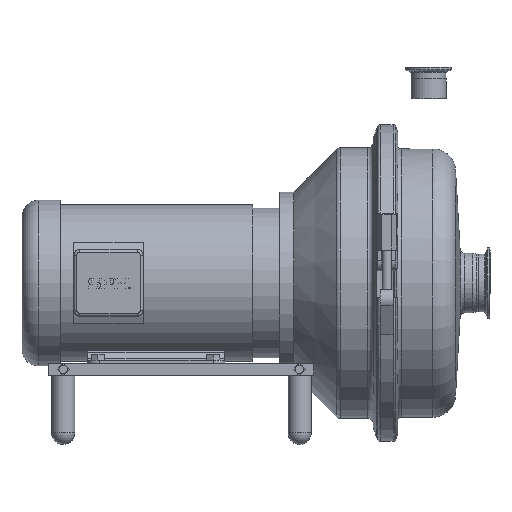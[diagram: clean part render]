
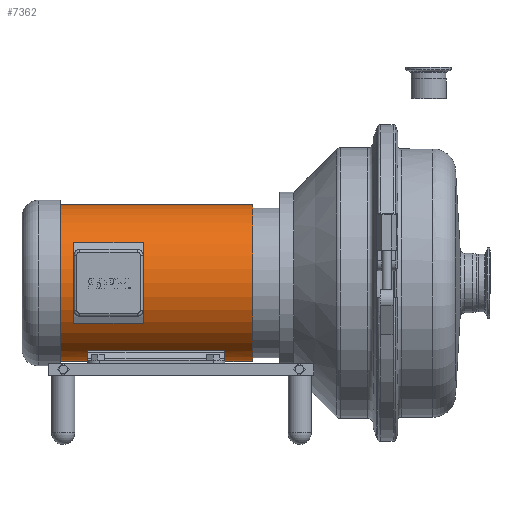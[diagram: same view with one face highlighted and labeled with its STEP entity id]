
A CAD part, top view. The second image highlights one B-rep face of the part: STEP entity #7362.
In plain terms, the highlighted cylindrical face has radius 86.487 mm (diameter 172.974 mm), a full revolution.
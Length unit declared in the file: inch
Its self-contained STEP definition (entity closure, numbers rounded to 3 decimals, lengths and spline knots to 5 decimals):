
#504=FACE_BOUND('',#2525,.T.);
#505=FACE_BOUND('',#2526,.T.);
#506=FACE_BOUND('',#2527,.T.);
#550=CYLINDRICAL_SURFACE('',#8016,3.405);
#1039=LINE('',#12671,#1591);
#1040=LINE('',#12675,#1592);
#1041=LINE('',#12679,#1593);
#1042=LINE('',#12686,#1594);
#1043=LINE('',#12690,#1595);
#1044=LINE('',#12694,#1596);
#1045=LINE('',#12698,#1597);
#1046=LINE('',#12702,#1598);
#1047=LINE('',#12706,#1599);
#1048=LINE('',#12710,#1600);
#1591=VECTOR('',#9748,3.405);
#1592=VECTOR('',#9751,0.3937);
#1593=VECTOR('',#9754,3.405);
#1594=VECTOR('',#9761,0.3937);
#1595=VECTOR('',#9764,0.3937);
#1596=VECTOR('',#9767,0.3937);
#1597=VECTOR('',#9770,0.3937);
#1598=VECTOR('',#9773,0.3937);
#1599=VECTOR('',#9776,0.3937);
#1600=VECTOR('',#9779,0.3937);
#2105=FACE_OUTER_BOUND('',#2524,.T.);
#2524=EDGE_LOOP('',(#6371,#6372,#6373,#6374,#6375,#6376,#6377,#6378,#6379,
#6380,#6381,#6382,#6383,#6384));
#2525=EDGE_LOOP('',(#6385,#6386,#6387,#6388));
#2526=EDGE_LOOP('',(#6389,#6390,#6391,#6392));
#2527=EDGE_LOOP('',(#6393,#6394,#6395,#6396));
#2856=CIRCLE('',#8014,3.405);
#2857=CIRCLE('',#8015,3.405);
#2858=CIRCLE('',#8017,3.405);
#2859=CIRCLE('',#8018,3.405);
#2860=CIRCLE('',#8019,3.405);
#2861=CIRCLE('',#8020,3.405);
#2862=CIRCLE('',#8021,3.405);
#2863=CIRCLE('',#8022,3.405);
#2864=CIRCLE('',#8023,3.405);
#2865=CIRCLE('',#8024,3.405);
#2866=CIRCLE('',#8025,3.405);
#2867=CIRCLE('',#8026,3.405);
#2868=CIRCLE('',#8027,3.405);
#2869=CIRCLE('',#8028,3.405);
#3515=VERTEX_POINT('',#12665);
#3516=VERTEX_POINT('',#12666);
#3517=VERTEX_POINT('',#12670);
#3518=VERTEX_POINT('',#12672);
#3519=VERTEX_POINT('',#12674);
#3520=VERTEX_POINT('',#12676);
#3521=VERTEX_POINT('',#12678);
#3522=VERTEX_POINT('',#12680);
#3523=VERTEX_POINT('',#12683);
#3524=VERTEX_POINT('',#12685);
#3525=VERTEX_POINT('',#12688);
#3526=VERTEX_POINT('',#12689);
#3527=VERTEX_POINT('',#12691);
#3528=VERTEX_POINT('',#12693);
#3529=VERTEX_POINT('',#12696);
#3530=VERTEX_POINT('',#12697);
#3531=VERTEX_POINT('',#12699);
#3532=VERTEX_POINT('',#12701);
#3533=VERTEX_POINT('',#12704);
#3534=VERTEX_POINT('',#12705);
#3535=VERTEX_POINT('',#12707);
#3536=VERTEX_POINT('',#12709);
#4517=EDGE_CURVE('',#3515,#3516,#2856,.T.);
#4518=EDGE_CURVE('',#3516,#3515,#2857,.T.);
#4519=EDGE_CURVE('',#3516,#3517,#1039,.T.);
#4520=EDGE_CURVE('',#3517,#3518,#2858,.T.);
#4521=EDGE_CURVE('',#3518,#3519,#1040,.T.);
#4522=EDGE_CURVE('',#3519,#3520,#2859,.T.);
#4523=EDGE_CURVE('',#3520,#3521,#1041,.T.);
#4524=EDGE_CURVE('',#3521,#3522,#2860,.T.);
#4525=EDGE_CURVE('',#3522,#3521,#2861,.T.);
#4526=EDGE_CURVE('',#3520,#3523,#2862,.T.);
#4527=EDGE_CURVE('',#3523,#3524,#1042,.T.);
#4528=EDGE_CURVE('',#3524,#3517,#2863,.T.);
#4529=EDGE_CURVE('',#3525,#3526,#1043,.T.);
#4530=EDGE_CURVE('',#3526,#3527,#2864,.T.);
#4531=EDGE_CURVE('',#3527,#3528,#1044,.T.);
#4532=EDGE_CURVE('',#3528,#3525,#2865,.T.);
#4533=EDGE_CURVE('',#3529,#3530,#1045,.T.);
#4534=EDGE_CURVE('',#3530,#3531,#2866,.T.);
#4535=EDGE_CURVE('',#3531,#3532,#1046,.T.);
#4536=EDGE_CURVE('',#3532,#3529,#2867,.T.);
#4537=EDGE_CURVE('',#3533,#3534,#1047,.T.);
#4538=EDGE_CURVE('',#3534,#3535,#2868,.T.);
#4539=EDGE_CURVE('',#3535,#3536,#1048,.T.);
#4540=EDGE_CURVE('',#3536,#3533,#2869,.T.);
#6371=ORIENTED_EDGE('',*,*,#4517,.F.);
#6372=ORIENTED_EDGE('',*,*,#4518,.F.);
#6373=ORIENTED_EDGE('',*,*,#4519,.T.);
#6374=ORIENTED_EDGE('',*,*,#4520,.T.);
#6375=ORIENTED_EDGE('',*,*,#4521,.T.);
#6376=ORIENTED_EDGE('',*,*,#4522,.T.);
#6377=ORIENTED_EDGE('',*,*,#4523,.T.);
#6378=ORIENTED_EDGE('',*,*,#4524,.T.);
#6379=ORIENTED_EDGE('',*,*,#4525,.T.);
#6380=ORIENTED_EDGE('',*,*,#4523,.F.);
#6381=ORIENTED_EDGE('',*,*,#4526,.T.);
#6382=ORIENTED_EDGE('',*,*,#4527,.T.);
#6383=ORIENTED_EDGE('',*,*,#4528,.T.);
#6384=ORIENTED_EDGE('',*,*,#4519,.F.);
#6385=ORIENTED_EDGE('',*,*,#4529,.T.);
#6386=ORIENTED_EDGE('',*,*,#4530,.T.);
#6387=ORIENTED_EDGE('',*,*,#4531,.T.);
#6388=ORIENTED_EDGE('',*,*,#4532,.T.);
#6389=ORIENTED_EDGE('',*,*,#4533,.T.);
#6390=ORIENTED_EDGE('',*,*,#4534,.T.);
#6391=ORIENTED_EDGE('',*,*,#4535,.T.);
#6392=ORIENTED_EDGE('',*,*,#4536,.T.);
#6393=ORIENTED_EDGE('',*,*,#4537,.T.);
#6394=ORIENTED_EDGE('',*,*,#4538,.T.);
#6395=ORIENTED_EDGE('',*,*,#4539,.T.);
#6396=ORIENTED_EDGE('',*,*,#4540,.T.);
#7362=ADVANCED_FACE('',(#2105,#504,#505,#506),#550,.T.);
#8014=AXIS2_PLACEMENT_3D('',#12667,#9742,#9743);
#8015=AXIS2_PLACEMENT_3D('',#12668,#9744,#9745);
#8016=AXIS2_PLACEMENT_3D('',#12669,#9746,#9747);
#8017=AXIS2_PLACEMENT_3D('',#12673,#9749,#9750);
#8018=AXIS2_PLACEMENT_3D('',#12677,#9752,#9753);
#8019=AXIS2_PLACEMENT_3D('',#12681,#9755,#9756);
#8020=AXIS2_PLACEMENT_3D('',#12682,#9757,#9758);
#8021=AXIS2_PLACEMENT_3D('',#12684,#9759,#9760);
#8022=AXIS2_PLACEMENT_3D('',#12687,#9762,#9763);
#8023=AXIS2_PLACEMENT_3D('',#12692,#9765,#9766);
#8024=AXIS2_PLACEMENT_3D('',#12695,#9768,#9769);
#8025=AXIS2_PLACEMENT_3D('',#12700,#9771,#9772);
#8026=AXIS2_PLACEMENT_3D('',#12703,#9774,#9775);
#8027=AXIS2_PLACEMENT_3D('',#12708,#9777,#9778);
#8028=AXIS2_PLACEMENT_3D('',#12711,#9780,#9781);
#9742=DIRECTION('center_axis',(1.,0.,0.));
#9743=DIRECTION('ref_axis',(0.,-1.,0.));
#9744=DIRECTION('center_axis',(1.,0.,0.));
#9745=DIRECTION('ref_axis',(0.,-1.,0.));
#9746=DIRECTION('center_axis',(1.,0.,0.));
#9747=DIRECTION('ref_axis',(0.,0.,-1.));
#9748=DIRECTION('',(-1.,0.,0.));
#9749=DIRECTION('center_axis',(1.,0.,0.));
#9750=DIRECTION('ref_axis',(0.,0.,-1.));
#9751=DIRECTION('',(-1.,0.,0.));
#9752=DIRECTION('center_axis',(-1.,0.,0.));
#9753=DIRECTION('ref_axis',(0.,0.,-1.));
#9754=DIRECTION('',(-1.,0.,0.));
#9755=DIRECTION('center_axis',(1.,0.,0.));
#9756=DIRECTION('ref_axis',(0.,-1.,0.));
#9757=DIRECTION('center_axis',(1.,0.,0.));
#9758=DIRECTION('ref_axis',(0.,-1.,0.));
#9759=DIRECTION('center_axis',(-1.,0.,0.));
#9760=DIRECTION('ref_axis',(0.,0.,-1.));
#9761=DIRECTION('',(1.,0.,0.));
#9762=DIRECTION('center_axis',(1.,0.,0.));
#9763=DIRECTION('ref_axis',(0.,0.,-1.));
#9764=DIRECTION('',(-1.,0.,0.));
#9765=DIRECTION('center_axis',(-1.,0.,0.));
#9766=DIRECTION('ref_axis',(0.,0.,-1.));
#9767=DIRECTION('',(1.,0.,0.));
#9768=DIRECTION('center_axis',(1.,0.,0.));
#9769=DIRECTION('ref_axis',(0.,0.,-1.));
#9770=DIRECTION('',(-1.,0.,0.));
#9771=DIRECTION('center_axis',(-1.,0.,0.));
#9772=DIRECTION('ref_axis',(0.,0.,-1.));
#9773=DIRECTION('',(1.,0.,0.));
#9774=DIRECTION('center_axis',(1.,0.,0.));
#9775=DIRECTION('ref_axis',(0.,0.,-1.));
#9776=DIRECTION('',(1.,0.,0.));
#9777=DIRECTION('center_axis',(1.,0.,0.));
#9778=DIRECTION('ref_axis',(0.,0.,-1.));
#9779=DIRECTION('',(-1.,0.,0.));
#9780=DIRECTION('center_axis',(-1.,0.,0.));
#9781=DIRECTION('ref_axis',(0.,0.,-1.));
#12665=CARTESIAN_POINT('',(-5.816,0.,-3.405));
#12666=CARTESIAN_POINT('',(-5.816,0.,3.405));
#12667=CARTESIAN_POINT('Origin',(-5.816,0.,0.));
#12668=CARTESIAN_POINT('Origin',(-5.816,0.,0.));
#12669=CARTESIAN_POINT('Origin',(-9.988,0.,0.));
#12670=CARTESIAN_POINT('',(-10.566,0.,3.405));
#12671=CARTESIAN_POINT('',(-9.988,0.,3.405));
#12672=CARTESIAN_POINT('',(-10.566,-1.7025,2.94882));
#12673=CARTESIAN_POINT('Origin',(-10.566,0.,0.));
#12674=CARTESIAN_POINT('',(-13.566,-1.7025,2.94882));
#12675=CARTESIAN_POINT('',(-9.988,-1.7025,2.94882));
#12676=CARTESIAN_POINT('',(-13.566,0.,3.405));
#12677=CARTESIAN_POINT('Origin',(-13.566,0.,0.));
#12678=CARTESIAN_POINT('',(-14.16,0.,3.405));
#12679=CARTESIAN_POINT('',(-9.988,0.,3.405));
#12680=CARTESIAN_POINT('',(-14.16,0.,-3.405));
#12681=CARTESIAN_POINT('Origin',(-14.16,0.,0.));
#12682=CARTESIAN_POINT('Origin',(-14.16,0.,0.));
#12683=CARTESIAN_POINT('',(-13.566,1.7025,2.94882));
#12684=CARTESIAN_POINT('Origin',(-13.566,0.,0.));
#12685=CARTESIAN_POINT('',(-10.566,1.7025,2.94882));
#12686=CARTESIAN_POINT('',(-9.988,1.7025,2.94882));
#12687=CARTESIAN_POINT('Origin',(-10.566,0.,0.));
#12688=CARTESIAN_POINT('',(-7.026,-3.21752,-1.11427));
#12689=CARTESIAN_POINT('',(-12.966,-3.21752,-1.11427));
#12690=CARTESIAN_POINT('',(-9.988,-3.21752,-1.11427));
#12691=CARTESIAN_POINT('',(-12.966,-3.21752,1.11427));
#12692=CARTESIAN_POINT('Origin',(-12.966,0.,0.));
#12693=CARTESIAN_POINT('',(-7.026,-3.21752,1.11427));
#12694=CARTESIAN_POINT('',(-9.988,-3.21752,1.11427));
#12695=CARTESIAN_POINT('Origin',(-7.026,0.,0.));
#12696=CARTESIAN_POINT('',(-7.026,-2.94435,-1.7102));
#12697=CARTESIAN_POINT('',(-12.966,-2.94435,-1.7102));
#12698=CARTESIAN_POINT('',(-7.026,-2.94435,-1.7102));
#12699=CARTESIAN_POINT('',(-12.966,-3.03675,-1.54019));
#12700=CARTESIAN_POINT('Origin',(-12.966,0.,0.));
#12701=CARTESIAN_POINT('',(-7.026,-3.03675,-1.54019));
#12702=CARTESIAN_POINT('',(-7.026,-3.03675,-1.54019));
#12703=CARTESIAN_POINT('Origin',(-7.026,0.,0.));
#12704=CARTESIAN_POINT('',(-12.966,-2.94435,1.7102));
#12705=CARTESIAN_POINT('',(-7.026,-2.94435,1.7102));
#12706=CARTESIAN_POINT('',(-7.026,-2.94435,1.7102));
#12707=CARTESIAN_POINT('',(-7.026,-3.03675,1.54019));
#12708=CARTESIAN_POINT('Origin',(-7.026,0.,0.));
#12709=CARTESIAN_POINT('',(-12.966,-3.03675,1.54019));
#12710=CARTESIAN_POINT('',(-7.026,-3.03675,1.54019));
#12711=CARTESIAN_POINT('Origin',(-12.966,0.,0.));
